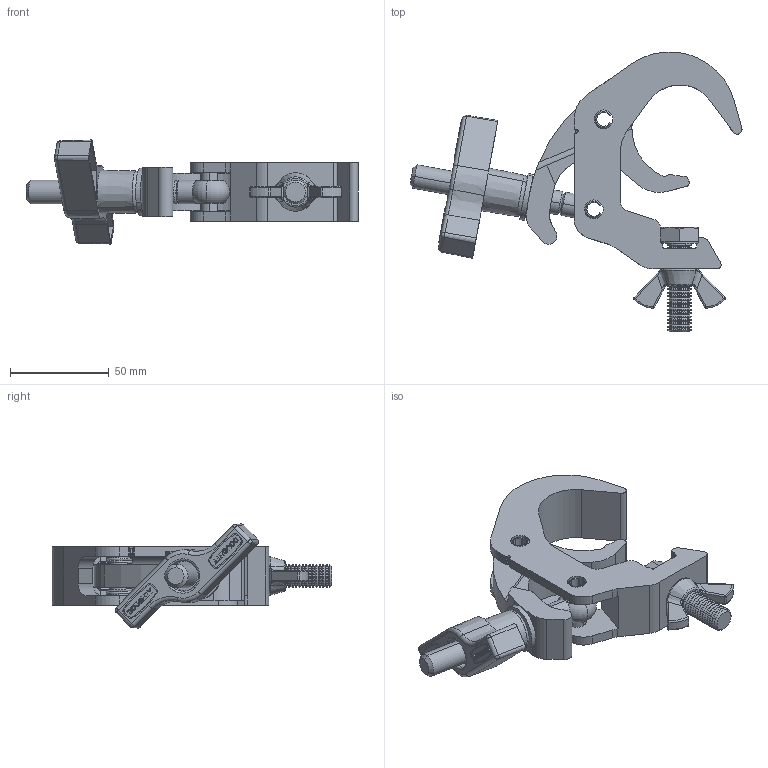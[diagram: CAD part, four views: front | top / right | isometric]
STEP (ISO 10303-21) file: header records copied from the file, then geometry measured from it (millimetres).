
FILE_DESCRIPTION (( 'STEP AP203' ), '1' );
FILE_NAME ('T58305 & T58306.STEP', '2019-10-15T14:35:36', ( '' ), ( '' ), 'SwSTEP 2.0', 'SolidWorks 2019', '' );
FILE_SCHEMA (( 'CONFIG_CONTROL_DESIGN' ));
Length unit declared in the file: millimetre
Products named in the file (13): TH2020_25MM WIDE; T58305 & T58306; F791; TH2019_30MM WIDE; TH1978_TH602; T78052; A Washer_Bright washer BS 4320 - M12 (Form A); TH733; S0123; Hex Screw GradeC_Doughty Fastners_ISO 4018 - M12 x 45-WS; F883_DIN 315-M12-GT-C-N; S1190_For T58300; TH1977_No Stamping
Assembly tree (13 placements, depth 3):
  T58305 & T58306
    TH1977_No Stamping
      TH2019_30MM WIDE
    TH1978_TH602
      TH2020_25MM WIDE
    F791  x2
    S1190_For T58300
    T78052
      TH733
      A Washer_Bright washer BS 4320 - M12 (Form A)
      S0123
    Hex Screw GradeC_Doughty Fastners_ISO 4018 - M12 x 45-WS
    F883_DIN 315-M12-GT-C-N
Bounding box: 168.37 x 141.88 x 52.78 mm (x, y, z)
Volume: 145516.9 mm3; surface area: 58636.6 mm2
Topology: 10 solids, 10 shells, 756 faces, 1981 edges, 1251 vertices
Faces by surface type: plane 235, cylinder 227, cone 146, bspline 118, torus 22, sphere 8
Entity records: 31740 total; most frequent: CARTESIAN_POINT 12447, ORIENTED_EDGE 3862, DIRECTION 3645, EDGE_CURVE 1931, AXIS2_PLACEMENT_3D 1349, VERTEX_POINT 1227, VECTOR 947, LINE 947
